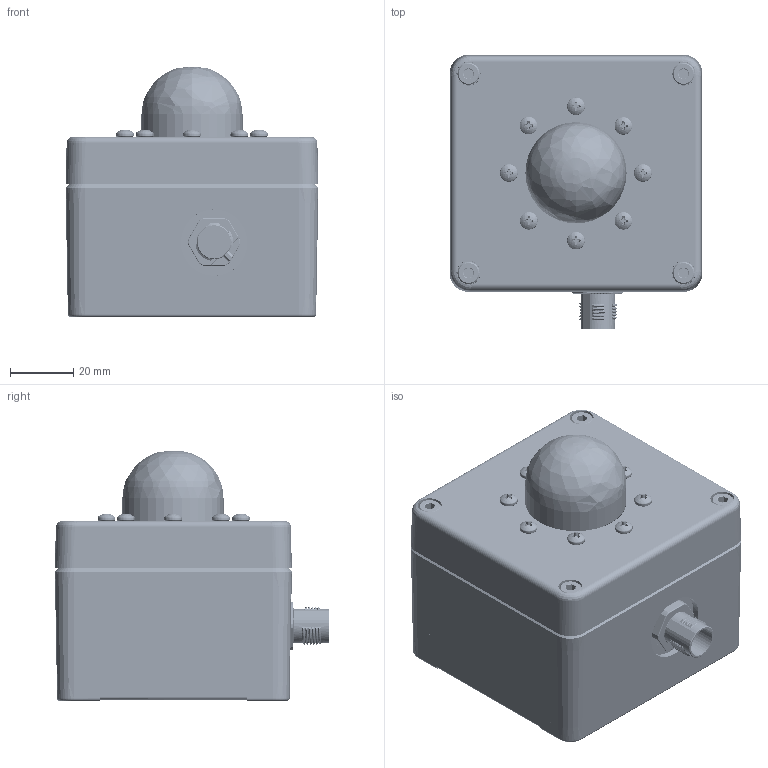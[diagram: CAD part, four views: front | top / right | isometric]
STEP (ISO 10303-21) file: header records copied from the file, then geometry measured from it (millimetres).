
FILE_DESCRIPTION(/* description */ (''),/* implementation_level */ '2;1');
FILE_NAME(/* name */ 'OndoSense_apexRS485 v15.step',/* time_stamp */ '2022-03-11T13:24:23+01:00',/* author */ (''),/* organization */ (''),/* preprocessor_version */ 'ST-DEVELOPER v18.1',/* originating_system */ 'Autodesk Translation Framework v10.13.0.1454',/* authorisation */ '');
FILE_SCHEMA (('AUTOMOTIVE_DESIGN { 1 0 10303 214 3 1 1 }'));
Products named in the file (11): OndoSense_apexRS485; Housing; Lid; Lower; Connector; Bolts; Bolts_Lense; M3x6; Bolts_Housing; M4x30; Lense_abstraced
Assembly tree (20 placements, depth 4):
  OndoSense_apexRS485
    Housing
      Lid
      Lower
    Connector
    Bolts
      Bolts_Lense
        M3x6  x8
      Bolts_Housing
        M4x30  x4
    Lense_abstraced
Bounding box: 80 x 86.8 x 79.2 mm (x, y, z)
Volume: 124967 mm3; surface area: 69159.3 mm2
Topology: 17 solids, 17 shells, 2642 faces, 7022 edges, 4559 vertices
Faces by surface type: plane 892, cylinder 714, bspline 706, cone 220, torus 98, sphere 12
Full cylindrical faces by diameter (mm): 2.35 x88, 3 x88, 3.091 x108, 3.1 x2, 3.5 x2, 4 x112, 4.62 x4, 5.6 x8, 6.4 x1, 7 x5, 9.4 x1, 11.8 x1, 12 x1, 21 x1, 32 x2, 35 x1, 39 x1
Entity records: 79205 total; most frequent: CARTESIAN_POINT 38019, ORIENTED_EDGE 10018, DIRECTION 6675, EDGE_CURVE 5009, VERTEX_POINT 3237, LINE 2613, VECTOR 2613, EDGE_LOOP 2088
